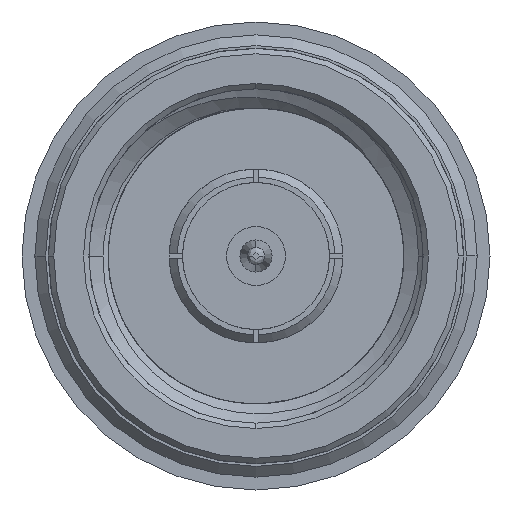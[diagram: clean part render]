
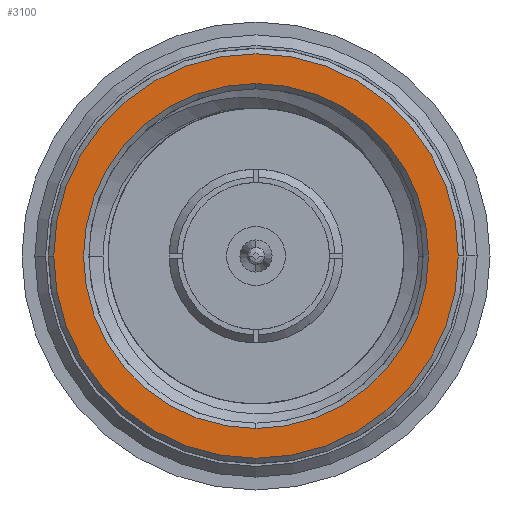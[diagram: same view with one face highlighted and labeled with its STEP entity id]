
A CAD part, left-side view. The second image highlights one B-rep face of the part: STEP entity #3100.
In plain terms, the highlighted planar face has unit normal (-1, 0, 0).
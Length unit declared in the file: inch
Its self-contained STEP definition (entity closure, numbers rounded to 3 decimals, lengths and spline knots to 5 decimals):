
#28 = CIRCLE ( 'NONE', #13072, 0.37809 ) ;
#1512 = CIRCLE ( 'NONE', #12153, 0.3225 ) ;
#2359 = CIRCLE ( 'NONE', #15941, 0.3225 ) ;
#2738 = DIRECTION ( 'NONE',  ( 1., 0., 0. ) ) ;
#2743 = CARTESIAN_POINT ( 'NONE',  ( 0., -0.37809, 0. ) ) ;
#3100 = ADVANCED_FACE ( 'NONE', ( #5995, #11219 ), #16074, .T. ) ;
#3285 = EDGE_CURVE ( 'NONE', #9254, #10901, #2359, .T. ) ;
#3568 = CARTESIAN_POINT ( 'NONE',  ( 0., 0., 0.3225 ) ) ;
#3592 = ORIENTED_EDGE ( 'NONE', *, *, #13362, .T. ) ;
#3979 = DIRECTION ( 'NONE',  ( 0., 1., 0. ) ) ;
#4267 = VERTEX_POINT ( 'NONE', #2743 ) ;
#4489 = CARTESIAN_POINT ( 'NONE',  ( 0., 0., 0. ) ) ;
#4666 = DIRECTION ( 'NONE',  ( 0., 1., 0. ) ) ;
#5628 = DIRECTION ( 'NONE',  ( 0., 0., 1. ) ) ;
#5995 = FACE_BOUND ( 'NONE', #15705, .T. ) ;
#7391 = DIRECTION ( 'NONE',  ( -1., 0., 0. ) ) ;
#7658 = CARTESIAN_POINT ( 'NONE',  ( 0., 0., 0. ) ) ;
#8477 = CARTESIAN_POINT ( 'NONE',  ( 0., 0., -0.3225 ) ) ;
#8606 = ORIENTED_EDGE ( 'NONE', *, *, #3285, .T. ) ;
#8883 = CARTESIAN_POINT ( 'NONE',  ( 0., 0., 0. ) ) ;
#9254 = VERTEX_POINT ( 'NONE', #3568 ) ;
#9895 = DIRECTION ( 'NONE',  ( 0., 1., 0. ) ) ;
#10901 = VERTEX_POINT ( 'NONE', #8477 ) ;
#11120 = EDGE_CURVE ( 'NONE', #4267, #13584, #28, .T. ) ;
#11219 = FACE_OUTER_BOUND ( 'NONE', #13191, .T. ) ;
#12153 = AXIS2_PLACEMENT_3D ( 'NONE', #14540, #14460, #5628 ) ;
#12683 = CARTESIAN_POINT ( 'NONE',  ( 0., 0.37809, 0. ) ) ;
#13072 = AXIS2_PLACEMENT_3D ( 'NONE', #8883, #15395, #3979 ) ;
#13125 = AXIS2_PLACEMENT_3D ( 'NONE', #4489, #7391, #9895 ) ;
#13191 = EDGE_LOOP ( 'NONE', ( #14194, #15124 ) ) ;
#13362 = EDGE_CURVE ( 'NONE', #10901, #9254, #1512, .T. ) ;
#13570 = CARTESIAN_POINT ( 'NONE',  ( 0., 0.38809, 0. ) ) ;
#13584 = VERTEX_POINT ( 'NONE', #12683 ) ;
#14160 = DIRECTION ( 'NONE',  ( 0., 0., 1. ) ) ;
#14194 = ORIENTED_EDGE ( 'NONE', *, *, #16405, .T. ) ;
#14460 = DIRECTION ( 'NONE',  ( 1., 0., 0. ) ) ;
#14540 = CARTESIAN_POINT ( 'NONE',  ( 0., 0., 0. ) ) ;
#14729 = CIRCLE ( 'NONE', #13125, 0.37809 ) ;
#15124 = ORIENTED_EDGE ( 'NONE', *, *, #11120, .T. ) ;
#15395 = DIRECTION ( 'NONE',  ( -1., 0., 0. ) ) ;
#15581 = AXIS2_PLACEMENT_3D ( 'NONE', #13570, #16243, #4666 ) ;
#15705 = EDGE_LOOP ( 'NONE', ( #8606, #3592 ) ) ;
#15941 = AXIS2_PLACEMENT_3D ( 'NONE', #7658, #2738, #14160 ) ;
#16074 = PLANE ( 'NONE',  #15581 ) ;
#16243 = DIRECTION ( 'NONE',  ( -1., 0., 0. ) ) ;
#16405 = EDGE_CURVE ( 'NONE', #13584, #4267, #14729, .T. ) ;
